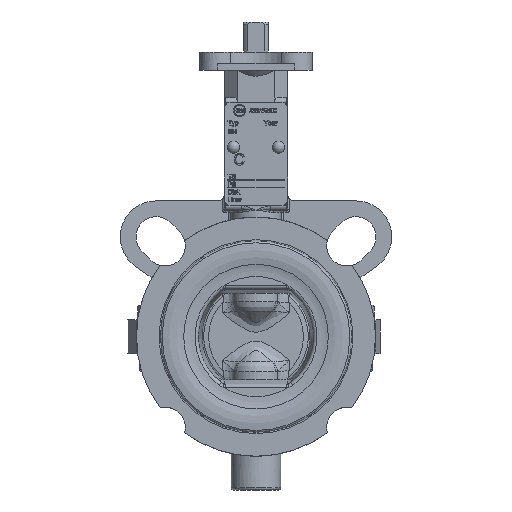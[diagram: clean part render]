
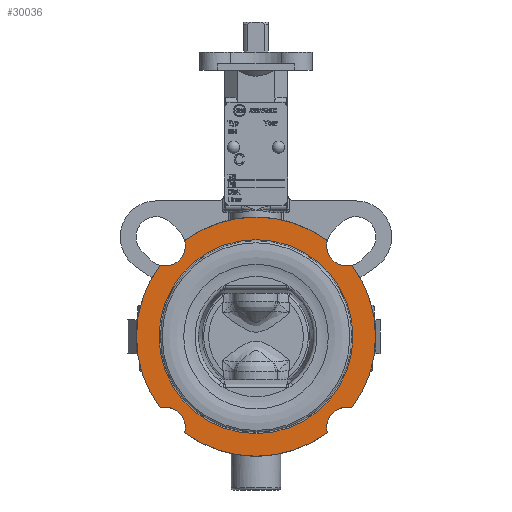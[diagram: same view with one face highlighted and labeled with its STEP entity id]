
A CAD part, front view. The second image highlights one B-rep face of the part: STEP entity #30036.
In plain terms, the highlighted planar face has unit normal (0, -1, 0).
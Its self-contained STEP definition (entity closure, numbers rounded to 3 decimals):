
#25191=CARTESIAN_POINT('',(42.556,-21.5,-31.591));
#25192=VERTEX_POINT('',#25191);
#25193=CARTESIAN_POINT('',(31.591,-21.5,-42.556));
#25194=VERTEX_POINT('',#25193);
#25195=CARTESIAN_POINT('',(40.305,-21.5,-40.305));
#25196=DIRECTION('',(0.0,-1.0,0.0));
#25197=DIRECTION('',(1.0,0.0,0.0));
#25198=AXIS2_PLACEMENT_3D('',#25195,#25196,#25197);
#25199=CIRCLE('',#25198,9.0);
#25200=EDGE_CURVE('',#25192,#25194,#25199,.T.);
#25259=CARTESIAN_POINT('',(-31.591,-21.5,-42.556));
#25260=VERTEX_POINT('',#25259);
#25261=CARTESIAN_POINT('',(0.,-21.5,0.));
#25262=DIRECTION('',(0.,1.0,0.));
#25263=DIRECTION('',(0.057,0.,-0.998));
#25264=AXIS2_PLACEMENT_3D('',#25261,#25262,#25263);
#25265=CIRCLE('',#25264,53.);
#25266=EDGE_CURVE('',#25194,#25260,#25265,.T.);
#27713=CARTESIAN_POINT('',(-42.556,-21.5,-31.591));
#27714=VERTEX_POINT('',#27713);
#27715=CARTESIAN_POINT('',(-40.305,-21.5,-40.305));
#27716=DIRECTION('',(0.0,-1.0,0.0));
#27717=DIRECTION('',(1.0,0.0,0.0));
#27718=AXIS2_PLACEMENT_3D('',#27715,#27716,#27717);
#27719=CIRCLE('',#27718,9.0);
#27720=EDGE_CURVE('',#25260,#27714,#27719,.T.);
#29968=CARTESIAN_POINT('',(-43.0,-21.5,0.));
#29969=VERTEX_POINT('',#29968);
#29970=CARTESIAN_POINT('',(0.0,-21.5,0.0));
#29971=DIRECTION('',(0.0,-1.0,0.0));
#29972=DIRECTION('',(0.0,0.0,1.0));
#29973=AXIS2_PLACEMENT_3D('',#29970,#29971,#29972);
#29974=CIRCLE('',#29973,43.0);
#29975=EDGE_CURVE('',#29969,#29969,#29974,.T.);
#29980=CARTESIAN_POINT('',(0.0,-21.5,49.0));
#29981=DIRECTION('',(0.0,1.0,0.0));
#29982=DIRECTION('',(0.0,0.0,1.0));
#29983=AXIS2_PLACEMENT_3D('',#29980,#29981,#29982);
#29984=PLANE('',#29983);
#29985=CARTESIAN_POINT('',(-42.556,-21.5,31.591));
#29986=VERTEX_POINT('',#29985);
#29987=CARTESIAN_POINT('',(0.0,-21.5,0.0));
#29988=DIRECTION('',(0.0,1.0,0.0));
#29989=DIRECTION('',(-1.0,0.0,0.0));
#29990=AXIS2_PLACEMENT_3D('',#29987,#29988,#29989);
#29991=CIRCLE('',#29990,53.);
#29992=EDGE_CURVE('',#27714,#29986,#29991,.T.);
#29993=ORIENTED_EDGE('',*,*,#29992,.F.);
#29994=ORIENTED_EDGE('',*,*,#27720,.F.);
#29995=ORIENTED_EDGE('',*,*,#25266,.F.);
#29996=ORIENTED_EDGE('',*,*,#25200,.F.);
#29997=CARTESIAN_POINT('',(42.556,-21.5,31.591));
#29998=VERTEX_POINT('',#29997);
#29999=CARTESIAN_POINT('',(0.,-21.5,0.));
#30000=DIRECTION('',(0.,1.0,0.));
#30001=DIRECTION('',(0.057,0.,-0.998));
#30002=AXIS2_PLACEMENT_3D('',#29999,#30000,#30001);
#30003=CIRCLE('',#30002,53.);
#30004=EDGE_CURVE('',#29998,#25192,#30003,.T.);
#30005=ORIENTED_EDGE('',*,*,#30004,.F.);
#30006=CARTESIAN_POINT('',(31.591,-21.5,42.556));
#30007=VERTEX_POINT('',#30006);
#30008=CARTESIAN_POINT('',(40.305,-21.5,40.305));
#30009=DIRECTION('',(0.0,-1.0,0.0));
#30010=DIRECTION('',(1.0,0.0,0.0));
#30011=AXIS2_PLACEMENT_3D('',#30008,#30009,#30010);
#30012=CIRCLE('',#30011,9.0);
#30013=EDGE_CURVE('',#30007,#29998,#30012,.T.);
#30014=ORIENTED_EDGE('',*,*,#30013,.F.);
#30015=CARTESIAN_POINT('',(-31.591,-21.5,42.556));
#30016=VERTEX_POINT('',#30015);
#30017=CARTESIAN_POINT('',(0.0,-21.5,0.0));
#30018=DIRECTION('',(0.0,1.0,0.0));
#30019=DIRECTION('',(-1.0,0.0,0.0));
#30020=AXIS2_PLACEMENT_3D('',#30017,#30018,#30019);
#30021=CIRCLE('',#30020,53.);
#30022=EDGE_CURVE('',#30016,#30007,#30021,.T.);
#30023=ORIENTED_EDGE('',*,*,#30022,.F.);
#30024=CARTESIAN_POINT('',(-40.305,-21.5,40.305));
#30025=DIRECTION('',(0.0,-1.0,0.0));
#30026=DIRECTION('',(1.0,0.0,0.0));
#30027=AXIS2_PLACEMENT_3D('',#30024,#30025,#30026);
#30028=CIRCLE('',#30027,9.0);
#30029=EDGE_CURVE('',#29986,#30016,#30028,.T.);
#30030=ORIENTED_EDGE('',*,*,#30029,.F.);
#30031=EDGE_LOOP('',(#29993,#29994,#29995,#29996,#30005,#30014,#30023,#30030));
#30032=FACE_OUTER_BOUND('',#30031,.T.);
#30033=ORIENTED_EDGE('',*,*,#29975,.F.);
#30034=EDGE_LOOP('',(#30033));
#30035=FACE_BOUND('',#30034,.T.);
#30036=ADVANCED_FACE('',(#30032,#30035),#29984,.F.);
